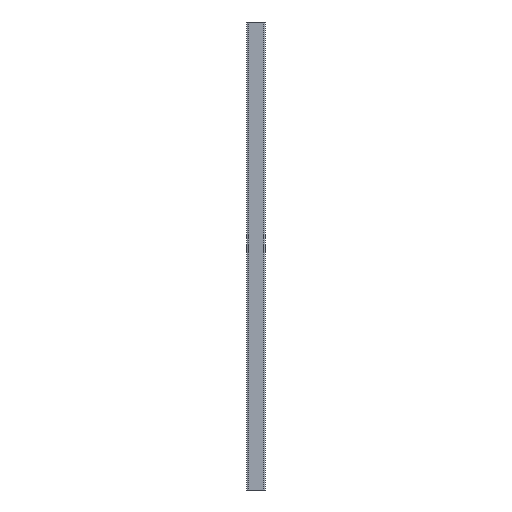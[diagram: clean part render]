
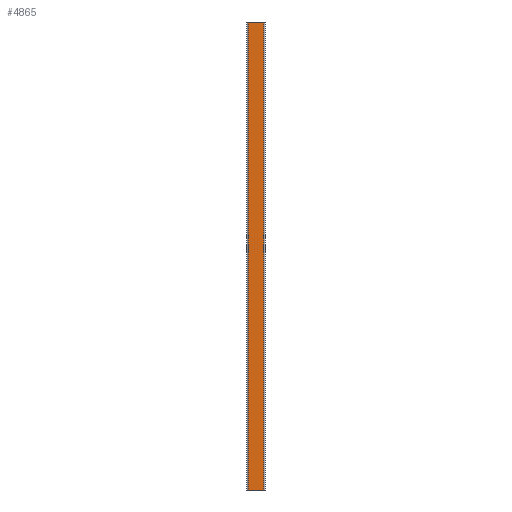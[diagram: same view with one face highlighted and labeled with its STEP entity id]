
A CAD part, left-side view. The second image highlights one B-rep face of the part: STEP entity #4865.
In plain terms, the highlighted planar face has unit normal (-1, 0, 0).
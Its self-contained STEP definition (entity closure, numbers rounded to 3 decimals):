
#119=PLANE('',#5331);
#338=FACE_OUTER_BOUND('',#584,.T.);
#584=EDGE_LOOP('',(#3844,#3845,#3846,#3847));
#1024=LINE('',#8064,#1502);
#1025=LINE('',#8067,#1503);
#1026=LINE('',#8069,#1504);
#1027=LINE('',#8070,#1505);
#1502=VECTOR('',#6593,10.);
#1503=VECTOR('',#6596,10.);
#1504=VECTOR('',#6597,10.);
#1505=VECTOR('',#6598,10.);
#2244=VERTEX_POINT('',#8060);
#2245=VERTEX_POINT('',#8062);
#2246=VERTEX_POINT('',#8066);
#2247=VERTEX_POINT('',#8068);
#2922=EDGE_CURVE('',#2244,#2245,#1024,.T.);
#2923=EDGE_CURVE('',#2246,#2244,#1025,.T.);
#2924=EDGE_CURVE('',#2247,#2245,#1026,.T.);
#2925=EDGE_CURVE('',#2246,#2247,#1027,.T.);
#3844=ORIENTED_EDGE('',*,*,#2923,.T.);
#3845=ORIENTED_EDGE('',*,*,#2922,.T.);
#3846=ORIENTED_EDGE('',*,*,#2924,.F.);
#3847=ORIENTED_EDGE('',*,*,#2925,.F.);
#4865=ADVANCED_FACE('',(#338),#119,.T.);
#5331=AXIS2_PLACEMENT_3D('',#8065,#6594,#6595);
#6593=DIRECTION('',(0.,0.,1.));
#6594=DIRECTION('center_axis',(-1.,0.,0.));
#6595=DIRECTION('ref_axis',(0.,-1.,0.));
#6596=DIRECTION('',(0.,-1.,0.));
#6597=DIRECTION('',(0.,-1.,0.));
#6598=DIRECTION('',(0.,0.,1.));
#8060=CARTESIAN_POINT('',(-20.,-17.,0.));
#8062=CARTESIAN_POINT('',(-20.,-17.,1000.));
#8064=CARTESIAN_POINT('',(-20.,-17.,0.));
#8065=CARTESIAN_POINT('Origin',(-20.,17.,0.));
#8066=CARTESIAN_POINT('',(-20.,17.,0.));
#8067=CARTESIAN_POINT('',(-20.,17.,0.));
#8068=CARTESIAN_POINT('',(-20.,17.,1000.));
#8069=CARTESIAN_POINT('',(-20.,17.,1000.));
#8070=CARTESIAN_POINT('',(-20.,17.,0.));
